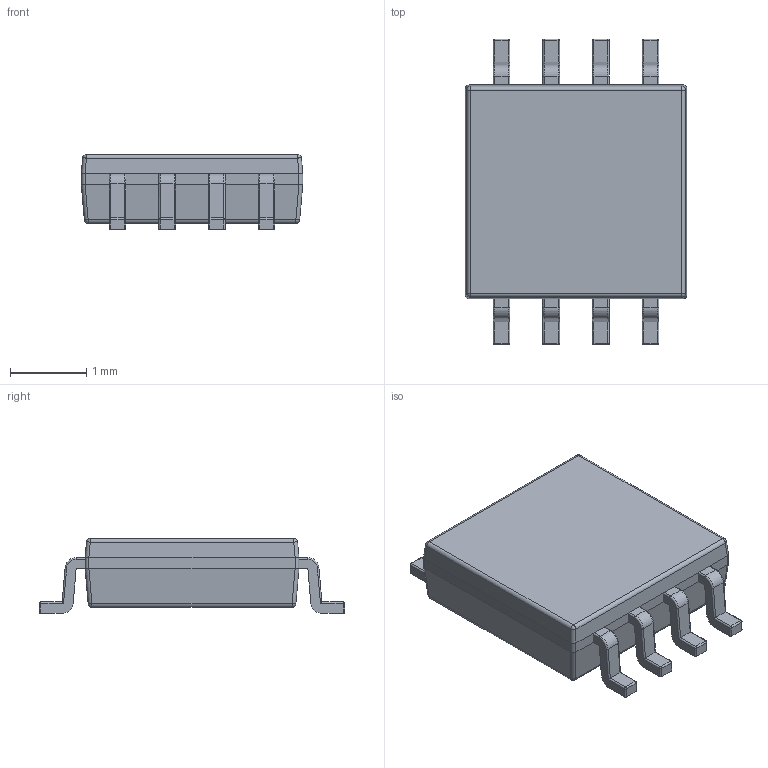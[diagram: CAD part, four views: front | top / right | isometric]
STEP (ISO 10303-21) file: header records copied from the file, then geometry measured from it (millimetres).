
FILE_DESCRIPTION(/* description */ ('STEP AP242','CAx-IF Rec.Pracs.---Representation and Presentation of Product Manufacturing Information (PMI)---4.0---2014-10-13','CAx-IF Rec.Pracs.---3D Tessellated Geometry---0.4---2014-09-14','2;1'),/* implementation_level */ '2;1');
FILE_NAME(/* name */ '61de2f37c898ca5e73db7c68',/* time_stamp */ '2022-01-12T01:30:32+00:00',/* author */ (''),/* organization */ (''),/* preprocessor_version */ 'ST-DEVELOPER v18.101',/* originating_system */ ' ',/* authorisation */ ' ');
FILE_SCHEMA (('AP242_MANAGED_MODEL_BASED_3D_ENGINEERING_MIM_LF { 1 0 10303 442 1 1 4 }'));
Length unit declared in the file: metre
Products named in the file (5): br93l86rfvm-wtr_1; br93l86rfvm-wtr_2; br93l86rfvm-wtr_3; br93l86rfvm-wtr_4; br93l86rfvm-wtr_5
Bounding box: 2.9 x 4 x 0.98 mm (x, y, z)
Volume: 7.8 mm3; surface area: 39.6 mm2
Topology: 5 solids, 5 shells, 210 faces, 488 edges, 264 vertices
Faces by surface type: cylinder 100, plane 70, sphere 24, torus 16
Entity records: 5796 total; most frequent: DIRECTION 1086, CARTESIAN_POINT 943, ORIENTED_EDGE 928, EDGE_CURVE 464, AXIS2_PLACEMENT_3D 407, LINE 272, VECTOR 272, VERTEX_POINT 264
